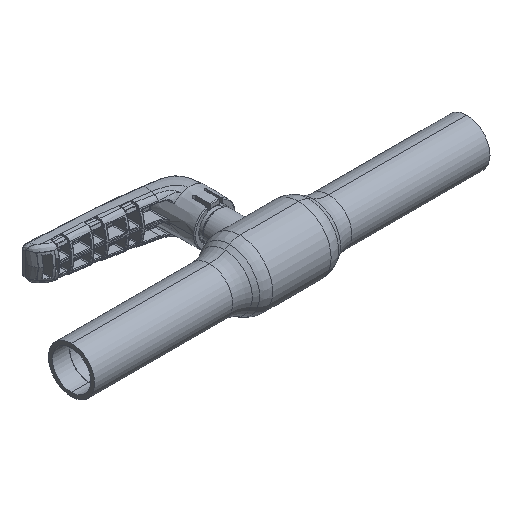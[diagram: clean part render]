
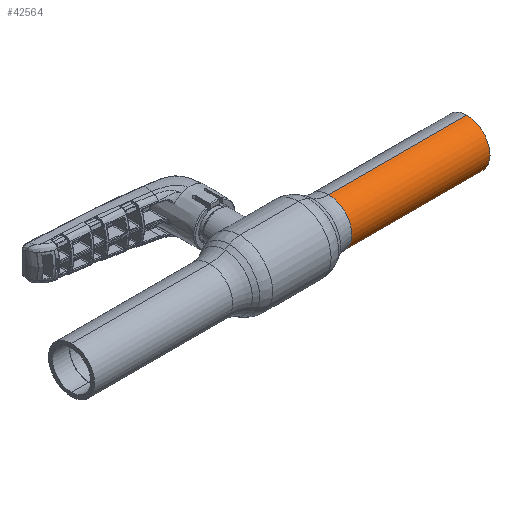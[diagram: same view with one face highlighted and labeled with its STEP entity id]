
A CAD part, isometric view. The second image highlights one B-rep face of the part: STEP entity #42564.
In plain terms, the highlighted cylindrical face has radius 13.45 mm (diameter 26.9 mm), a partial arc.
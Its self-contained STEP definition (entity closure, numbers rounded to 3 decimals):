
#901 = DIRECTION ( 'NONE',  ( -1., 0., 0. ) ) ;
#1547 = CARTESIAN_POINT ( 'NONE',  ( -62.69, 0., 0. ) ) ;
#4103 = CARTESIAN_POINT ( 'NONE',  ( -62.69, 0., 13.45 ) ) ;
#5085 = EDGE_CURVE ( 'NONE', #15837, #55714, #49371, .T. ) ;
#5579 = CARTESIAN_POINT ( 'NONE',  ( 34.686, 0., 0. ) ) ;
#6613 = DIRECTION ( 'NONE',  ( 1., 0., 0. ) ) ;
#9210 = EDGE_CURVE ( 'NONE', #54313, #15837, #31312, .T. ) ;
#11326 = CARTESIAN_POINT ( 'NONE',  ( 34.686, 0., 13.45 ) ) ;
#12691 = CARTESIAN_POINT ( 'NONE',  ( -62.69, 0., -13.45 ) ) ;
#15837 = VERTEX_POINT ( 'NONE', #42731 ) ;
#20225 = AXIS2_PLACEMENT_3D ( 'NONE', #5579, #46332, #60338 ) ;
#21017 = ORIENTED_EDGE ( 'NONE', *, *, #5085, .F. ) ;
#21178 = CIRCLE ( 'NONE', #57602, 13.45 ) ;
#22053 = FACE_OUTER_BOUND ( 'NONE', #33558, .T. ) ;
#22926 = VECTOR ( 'NONE', #51132, 1000. ) ;
#24742 = ORIENTED_EDGE ( 'NONE', *, *, #63021, .F. ) ;
#25661 = DIRECTION ( 'NONE',  ( 0., 0., 1. ) ) ;
#26855 = CARTESIAN_POINT ( 'NONE',  ( 115., 0., 13.45 ) ) ;
#27128 = CARTESIAN_POINT ( 'NONE',  ( 115., 0., -13.45 ) ) ;
#28897 = LINE ( 'NONE', #4103, #63483 ) ;
#30545 = ORIENTED_EDGE ( 'NONE', *, *, #55834, .T. ) ;
#31312 = LINE ( 'NONE', #12691, #22926 ) ;
#33558 = EDGE_LOOP ( 'NONE', ( #49053, #24742, #30545, #21017 ) ) ;
#41517 = DIRECTION ( 'NONE',  ( 0., 0., -1. ) ) ;
#42564 = ADVANCED_FACE ( 'NONE', ( #22053 ), #60846, .T. ) ;
#42731 = CARTESIAN_POINT ( 'NONE',  ( 34.686, 0., -13.45 ) ) ;
#46332 = DIRECTION ( 'NONE',  ( -1., 0., 0. ) ) ;
#48657 = AXIS2_PLACEMENT_3D ( 'NONE', #1547, #901, #25661 ) ;
#49053 = ORIENTED_EDGE ( 'NONE', *, *, #9210, .F. ) ;
#49371 = CIRCLE ( 'NONE', #20225, 13.45 ) ;
#51132 = DIRECTION ( 'NONE',  ( -1., 0., 0. ) ) ;
#54313 = VERTEX_POINT ( 'NONE', #27128 ) ;
#55714 = VERTEX_POINT ( 'NONE', #11326 ) ;
#55834 = EDGE_CURVE ( 'NONE', #61848, #55714, #28897, .T. ) ;
#57602 = AXIS2_PLACEMENT_3D ( 'NONE', #60419, #6613, #41517 ) ;
#58526 = DIRECTION ( 'NONE',  ( -1., 0., 0. ) ) ;
#60338 = DIRECTION ( 'NONE',  ( 0., 0., 1. ) ) ;
#60419 = CARTESIAN_POINT ( 'NONE',  ( 115., 0., 0. ) ) ;
#60846 = CYLINDRICAL_SURFACE ( 'NONE', #48657, 13.45 ) ;
#61848 = VERTEX_POINT ( 'NONE', #26855 ) ;
#63021 = EDGE_CURVE ( 'NONE', #61848, #54313, #21178, .T. ) ;
#63483 = VECTOR ( 'NONE', #58526, 1000. ) ;
